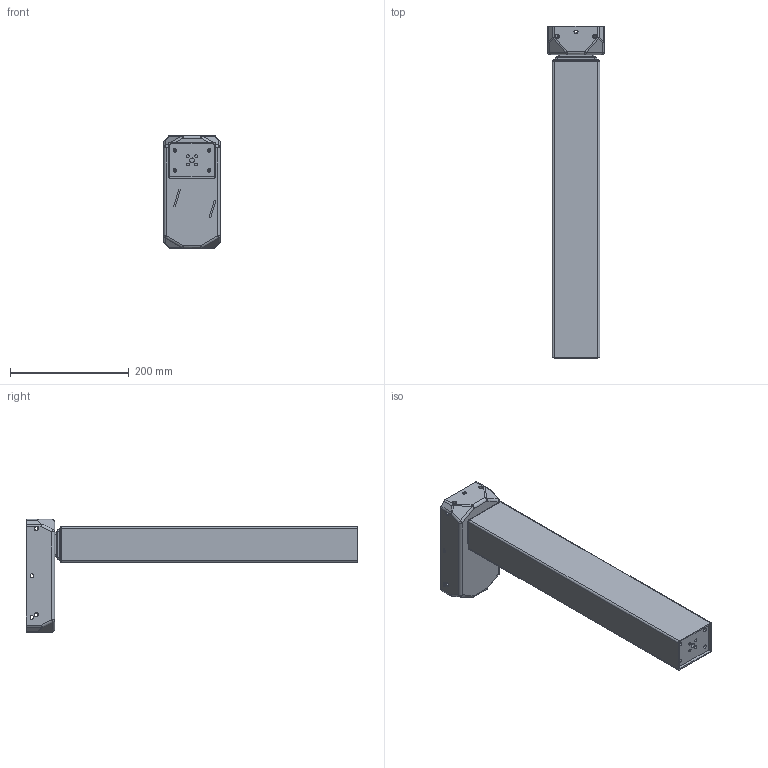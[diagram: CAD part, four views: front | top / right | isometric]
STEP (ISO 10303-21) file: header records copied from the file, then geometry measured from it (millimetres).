
FILE_DESCRIPTION((''),'2;1');
FILE_NAME('JS36DR6-3-S-650-560-3MM_ASM','2020-01-13T08:32:27',('user'),('捷昌驱动'),'CREO PARAMETRIC BY PTC INC, 2018100','CREO PARAMETRIC BY PTC INC, 2018100','');
FILE_SCHEMA(('CONFIG_CONTROL_DESIGN'));
Length unit declared in the file: millimetre
Products named in the file (19): ASM0009_ASM_1_ASM_1_ASM_1_ASM_3; ASM0008_ASM_1_ASM_1_ASM_1_ASM_3_ASM; ASM0007_ASM_1_ASM_1_ASM_1_ASM_3_ASM; PRT0003_1_1_1_1_1_1_1_1_1; PRT0004_1_1_1_1_1_1_1_1_1; PRT0005_1_1_1_1_1_1_1_1_1; PRT0007_1_1_1_1_1_1_1_1_1; PRT0008_1_1_1_1_1_1_1_1_1; ASM0006_ASM_1_ASM_1_ASM_1_ASM_3_ASM; ASM0005_ASM_1_ASM_1_ASM_1_ASM_3_ASM; PRT0006_1_1_1_1_1_1_1_1_1; ASM0004_ASM_1_ASM_1_ASM_1_ASM_3_ASM; ASM0003_ASM_1_ASM_1_ASM_1_ASM_3_ASM; ASM0002_ASM_1_ASM_1_ASM_1_ASM_3_ASM; PRT1225_1_1_1; PRT1228_1_1_1; DR6-NORMAL_ASM_1_ASM_1_ASM; DR6-NORMAL_ASM_1_ASM; JS36DR6-3-S-650-560-3MM_ASM
Assembly tree (18 placements, depth 11):
  JS36DR6-3-S-650-560-3MM_ASM
    DR6-NORMAL_ASM_1_ASM
      DR6-NORMAL_ASM_1_ASM_1_ASM
        ASM0002_ASM_1_ASM_1_ASM_1_ASM_3_ASM
          ASM0003_ASM_1_ASM_1_ASM_1_ASM_3_ASM
            ASM0004_ASM_1_ASM_1_ASM_1_ASM_3_ASM
              ASM0005_ASM_1_ASM_1_ASM_1_ASM_3_ASM
                ASM0006_ASM_1_ASM_1_ASM_1_ASM_3_ASM
                  ASM0007_ASM_1_ASM_1_ASM_1_ASM_3_ASM
                  PRT0003_1_1_1_1_1_1_1_1_1
                  PRT0004_1_1_1_1_1_1_1_1_1
                  PRT0005_1_1_1_1_1_1_1_1_1
                  PRT0007_1_1_1_1_1_1_1_1_1
                  PRT0008_1_1_1_1_1_1_1_1_1
              PRT0006_1_1_1_1_1_1_1_1_1
        PRT1225_1_1_1
        PRT1228_1_1_1
Bounding box: 96 x 559.15 x 190.63 mm (x, y, z)
Volume: 825379.9 mm3; surface area: 813766.9 mm2
Topology: 8 solids, 8 shells, 532 faces, 1385 edges, 841 vertices
Faces by surface type: cylinder 256, plane 182, torus 42, sphere 32, bspline 12, cone 8
Entity records: 17043 total; most frequent: CARTESIAN_POINT 3373, DIRECTION 2996, ORIENTED_EDGE 2706, EDGE_CURVE 1353, AXIS2_PLACEMENT_3D 1135, VERTEX_POINT 841, VECTOR 726, LINE 726
